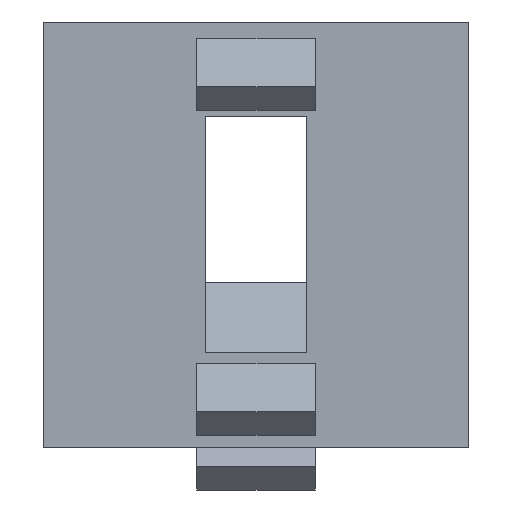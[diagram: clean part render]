
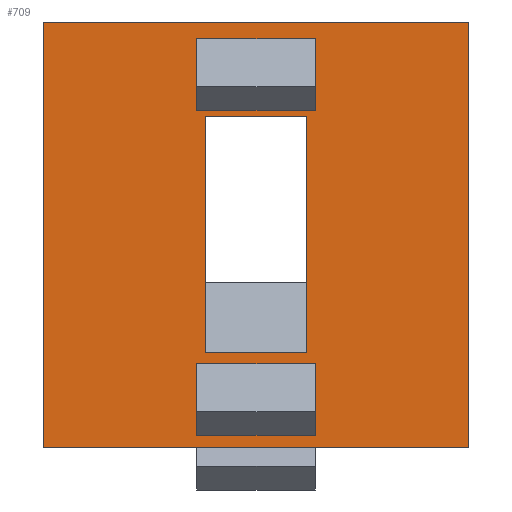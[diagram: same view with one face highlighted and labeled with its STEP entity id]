
A CAD part, left-side view. The second image highlights one B-rep face of the part: STEP entity #709.
In plain terms, the highlighted planar face has unit normal (-1, 0, 0).
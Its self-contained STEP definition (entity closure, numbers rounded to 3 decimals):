
#19=FACE_BOUND('',#68,.T.);
#20=FACE_BOUND('',#69,.T.);
#21=FACE_BOUND('',#70,.T.);
#27=FACE_OUTER_BOUND('',#67,.T.);
#67=EDGE_LOOP('',(#473,#474,#475,#476));
#68=EDGE_LOOP('',(#477,#478,#479,#480));
#69=EDGE_LOOP('',(#481,#482,#483,#484));
#70=EDGE_LOOP('',(#485,#486,#487,#488));
#115=LINE('',#994,#213);
#116=LINE('',#996,#214);
#117=LINE('',#998,#215);
#118=LINE('',#999,#216);
#119=LINE('',#1002,#217);
#120=LINE('',#1004,#218);
#121=LINE('',#1006,#219);
#122=LINE('',#1007,#220);
#123=LINE('',#1010,#221);
#124=LINE('',#1012,#222);
#125=LINE('',#1014,#223);
#126=LINE('',#1015,#224);
#127=LINE('',#1018,#225);
#128=LINE('',#1020,#226);
#129=LINE('',#1022,#227);
#130=LINE('',#1023,#228);
#213=VECTOR('',#811,1000.);
#214=VECTOR('',#812,1000.);
#215=VECTOR('',#813,1000.);
#216=VECTOR('',#814,1000.);
#217=VECTOR('',#815,1000.);
#218=VECTOR('',#816,1000.);
#219=VECTOR('',#817,1000.);
#220=VECTOR('',#818,1000.);
#221=VECTOR('',#819,1000.);
#222=VECTOR('',#820,1000.);
#223=VECTOR('',#821,1000.);
#224=VECTOR('',#822,1000.);
#225=VECTOR('',#823,1000.);
#226=VECTOR('',#824,1000.);
#227=VECTOR('',#825,1000.);
#228=VECTOR('',#826,1000.);
#311=VERTEX_POINT('',#992);
#312=VERTEX_POINT('',#993);
#313=VERTEX_POINT('',#995);
#314=VERTEX_POINT('',#997);
#315=VERTEX_POINT('',#1000);
#316=VERTEX_POINT('',#1001);
#317=VERTEX_POINT('',#1003);
#318=VERTEX_POINT('',#1005);
#319=VERTEX_POINT('',#1008);
#320=VERTEX_POINT('',#1009);
#321=VERTEX_POINT('',#1011);
#322=VERTEX_POINT('',#1013);
#323=VERTEX_POINT('',#1016);
#324=VERTEX_POINT('',#1017);
#325=VERTEX_POINT('',#1019);
#326=VERTEX_POINT('',#1021);
#375=EDGE_CURVE('',#311,#312,#115,.T.);
#376=EDGE_CURVE('',#313,#312,#116,.T.);
#377=EDGE_CURVE('',#314,#313,#117,.T.);
#378=EDGE_CURVE('',#314,#311,#118,.T.);
#379=EDGE_CURVE('',#315,#316,#119,.T.);
#380=EDGE_CURVE('',#315,#317,#120,.T.);
#381=EDGE_CURVE('',#317,#318,#121,.T.);
#382=EDGE_CURVE('',#316,#318,#122,.T.);
#383=EDGE_CURVE('',#319,#320,#123,.T.);
#384=EDGE_CURVE('',#321,#319,#124,.T.);
#385=EDGE_CURVE('',#321,#322,#125,.T.);
#386=EDGE_CURVE('',#322,#320,#126,.T.);
#387=EDGE_CURVE('',#323,#324,#127,.T.);
#388=EDGE_CURVE('',#323,#325,#128,.T.);
#389=EDGE_CURVE('',#325,#326,#129,.T.);
#390=EDGE_CURVE('',#324,#326,#130,.T.);
#473=ORIENTED_EDGE('',*,*,#375,.T.);
#474=ORIENTED_EDGE('',*,*,#376,.F.);
#475=ORIENTED_EDGE('',*,*,#377,.F.);
#476=ORIENTED_EDGE('',*,*,#378,.T.);
#477=ORIENTED_EDGE('',*,*,#379,.F.);
#478=ORIENTED_EDGE('',*,*,#380,.T.);
#479=ORIENTED_EDGE('',*,*,#381,.T.);
#480=ORIENTED_EDGE('',*,*,#382,.F.);
#481=ORIENTED_EDGE('',*,*,#383,.F.);
#482=ORIENTED_EDGE('',*,*,#384,.F.);
#483=ORIENTED_EDGE('',*,*,#385,.T.);
#484=ORIENTED_EDGE('',*,*,#386,.T.);
#485=ORIENTED_EDGE('',*,*,#387,.F.);
#486=ORIENTED_EDGE('',*,*,#388,.T.);
#487=ORIENTED_EDGE('',*,*,#389,.T.);
#488=ORIENTED_EDGE('',*,*,#390,.F.);
#669=PLANE('',#764);
#709=ADVANCED_FACE('',(#27,#19,#20,#21),#669,.F.);
#764=AXIS2_PLACEMENT_3D('',#991,#809,#810);
#809=DIRECTION('center_axis',(1.,0.,0.));
#810=DIRECTION('ref_axis',(0.,1.,0.));
#811=DIRECTION('',(0.,0.,-1.));
#812=DIRECTION('',(0.,1.,0.));
#813=DIRECTION('',(0.,0.,-1.));
#814=DIRECTION('',(0.,1.,0.));
#815=DIRECTION('',(0.,0.,1.));
#816=DIRECTION('',(0.,1.,0.));
#817=DIRECTION('',(0.,0.,1.));
#818=DIRECTION('',(0.,1.,0.));
#819=DIRECTION('',(0.,1.,0.));
#820=DIRECTION('',(0.,0.,1.));
#821=DIRECTION('',(0.,1.,0.));
#822=DIRECTION('',(0.,0.,1.));
#823=DIRECTION('',(0.,0.,-1.));
#824=DIRECTION('',(0.,-1.,0.));
#825=DIRECTION('',(0.,0.,-1.));
#826=DIRECTION('',(0.,-1.,0.));
#991=CARTESIAN_POINT('Origin',(0.,-9.,0.));
#992=CARTESIAN_POINT('',(0.,9.,18.));
#993=CARTESIAN_POINT('',(0.,9.,0.));
#994=CARTESIAN_POINT('',(0.,9.,0.));
#995=CARTESIAN_POINT('',(0.,-9.,0.));
#996=CARTESIAN_POINT('',(0.,-9.,0.));
#997=CARTESIAN_POINT('',(0.,-9.,18.));
#998=CARTESIAN_POINT('',(0.,-9.,0.));
#999=CARTESIAN_POINT('',(0.,-9.,18.));
#1000=CARTESIAN_POINT('',(0.,-2.5,1.235));
#1001=CARTESIAN_POINT('',(0.,-2.5,3.536));
#1002=CARTESIAN_POINT('',(0.,-2.5,1.235));
#1003=CARTESIAN_POINT('',(0.,2.5,1.235));
#1004=CARTESIAN_POINT('',(0.,-2.5,1.235));
#1005=CARTESIAN_POINT('',(0.,2.5,3.536));
#1006=CARTESIAN_POINT('',(0.,2.5,1.235));
#1007=CARTESIAN_POINT('',(0.,-2.5,3.536));
#1008=CARTESIAN_POINT('',(0.,-2.5,17.3));
#1009=CARTESIAN_POINT('',(0.,2.5,17.3));
#1010=CARTESIAN_POINT('',(0.,-2.5,17.3));
#1011=CARTESIAN_POINT('',(0.,-2.5,14.999));
#1012=CARTESIAN_POINT('',(0.,-2.5,17.3));
#1013=CARTESIAN_POINT('',(0.,2.5,14.999));
#1014=CARTESIAN_POINT('',(0.,-2.5,14.999));
#1015=CARTESIAN_POINT('',(0.,2.5,17.3));
#1016=CARTESIAN_POINT('',(0.,2.15,14.));
#1017=CARTESIAN_POINT('',(0.,2.15,4.));
#1018=CARTESIAN_POINT('',(0.,2.15,14.));
#1019=CARTESIAN_POINT('',(0.,-2.15,14.));
#1020=CARTESIAN_POINT('',(0.,2.15,14.));
#1021=CARTESIAN_POINT('',(0.,-2.15,4.));
#1022=CARTESIAN_POINT('',(0.,-2.15,14.));
#1023=CARTESIAN_POINT('',(0.,2.15,4.));
